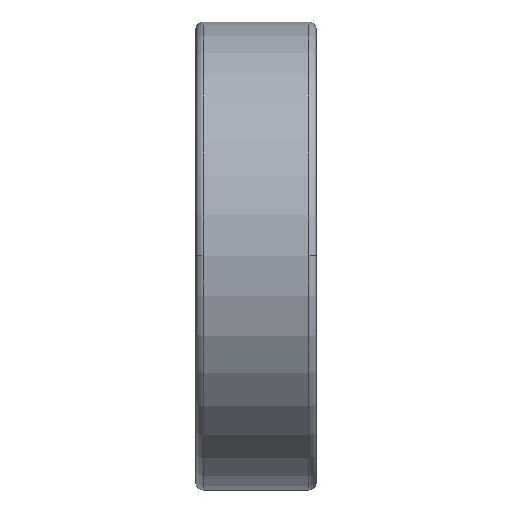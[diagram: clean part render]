
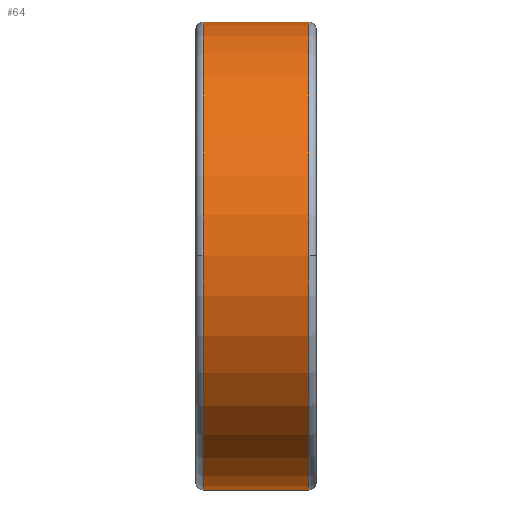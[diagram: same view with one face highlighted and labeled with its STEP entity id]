
A CAD part, top view. The second image highlights one B-rep face of the part: STEP entity #64.
In plain terms, the highlighted cylindrical face has radius 31 mm (diameter 62 mm), a partial arc.
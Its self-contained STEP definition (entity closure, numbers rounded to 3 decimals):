
#64=ADVANCED_FACE('',(#236),#237,.T.);
#236=FACE_OUTER_BOUND('',#607,.T.);
#237=CYLINDRICAL_SURFACE('',#608,31.0);
#607=EDGE_LOOP('',(#992,#993,#994,#995,#996,#997));
#608=AXIS2_PLACEMENT_3D('',#998,#999,#1000);
#992=ORIENTED_EDGE('',*,*,#2425,.F.);
#993=ORIENTED_EDGE('',*,*,#2426,.T.);
#994=ORIENTED_EDGE('',*,*,#2427,.T.);
#995=ORIENTED_EDGE('',*,*,#2428,.F.);
#996=ORIENTED_EDGE('',*,*,#2429,.F.);
#997=ORIENTED_EDGE('',*,*,#2421,.F.);
#998=CARTESIAN_POINT('',(8.0,0.0,0.0));
#999=DIRECTION('',(1.0,0.0,0.0));
#1000=DIRECTION('',(0.0,1.0,0.0));
#2421=EDGE_CURVE('',#2894,#2896,#2897,.T.);
#2425=EDGE_CURVE('',#2903,#2894,#2904,.T.);
#2426=EDGE_CURVE('',#2903,#2905,#2906,.T.);
#2427=EDGE_CURVE('',#2905,#2907,#2908,.T.);
#2428=EDGE_CURVE('',#2909,#2907,#2910,.T.);
#2429=EDGE_CURVE('',#2896,#2909,#2911,.T.);
#2894=VERTEX_POINT('',#3690);
#2896=VERTEX_POINT('',#3692);
#2897=CIRCLE('',#3693,31.0);
#2903=VERTEX_POINT('',#3699);
#2904=LINE('',#3700,#3701);
#2905=VERTEX_POINT('',#3702);
#2906=CIRCLE('',#3703,31.0);
#2907=VERTEX_POINT('',#3704);
#2908=CIRCLE('',#3705,31.0);
#2909=VERTEX_POINT('',#3706);
#2910=LINE('',#3707,#3708);
#2911=CIRCLE('',#3709,31.0);
#3690=CARTESIAN_POINT('',(15.0,31.0,0.0));
#3692=CARTESIAN_POINT('',(15.0,0.,31.0));
#3693=AXIS2_PLACEMENT_3D('',#5603,#5604,#5605);
#3699=CARTESIAN_POINT('',(1.0,31.0,0.0));
#3700=CARTESIAN_POINT('',(8.0,31.0,0.));
#3701=VECTOR('',#5615,1.0);
#3702=CARTESIAN_POINT('',(1.0,0.,31.0));
#3703=AXIS2_PLACEMENT_3D('',#5616,#5617,#5618);
#3704=CARTESIAN_POINT('',(1.0,-31.0,0.));
#3705=AXIS2_PLACEMENT_3D('',#5619,#5620,#5621);
#3706=CARTESIAN_POINT('',(15.0,-31.0,0.));
#3707=CARTESIAN_POINT('',(8.0,-31.0,0.));
#3708=VECTOR('',#5622,1.0);
#3709=AXIS2_PLACEMENT_3D('',#5623,#5624,#5625);
#5603=CARTESIAN_POINT('',(15.0,0.0,0.0));
#5604=DIRECTION('',(1.0,0.0,0.0));
#5605=DIRECTION('',(0.0,1.0,0.0));
#5615=DIRECTION('',(1.0,0.0,0.0));
#5616=CARTESIAN_POINT('',(1.0,0.0,0.0));
#5617=DIRECTION('',(1.0,0.0,0.0));
#5618=DIRECTION('',(0.0,1.0,0.0));
#5619=CARTESIAN_POINT('',(1.0,0.0,0.0));
#5620=DIRECTION('',(1.0,0.0,0.0));
#5621=DIRECTION('',(0.0,1.0,0.0));
#5622=DIRECTION('',(-1.0,-0.0,-0.0));
#5623=CARTESIAN_POINT('',(15.0,0.0,0.0));
#5624=DIRECTION('',(1.0,0.0,0.0));
#5625=DIRECTION('',(0.0,1.0,0.0));
